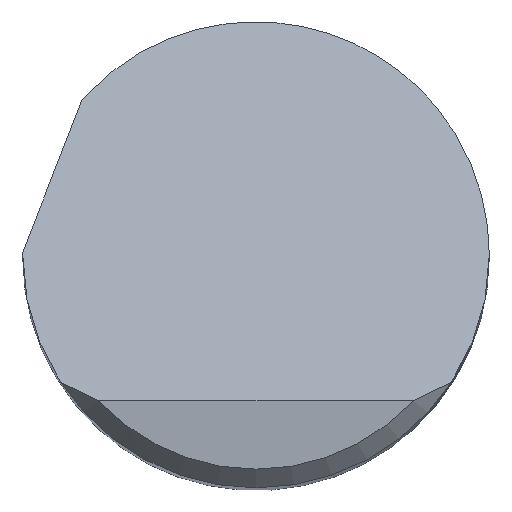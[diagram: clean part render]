
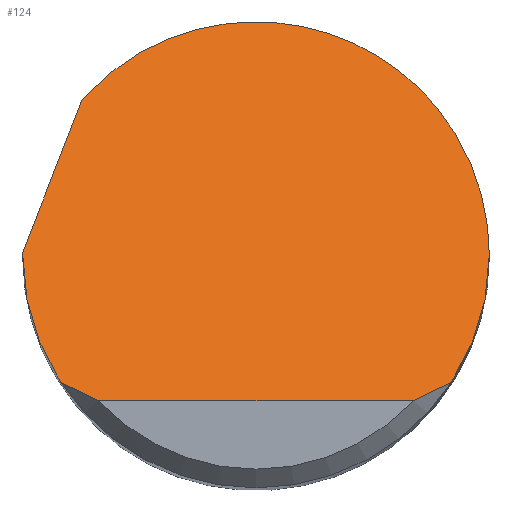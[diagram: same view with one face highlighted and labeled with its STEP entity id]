
A CAD part, top view. The second image highlights one B-rep face of the part: STEP entity #124.
In plain terms, the highlighted planar face has unit normal (0, 0.707, 0.707).
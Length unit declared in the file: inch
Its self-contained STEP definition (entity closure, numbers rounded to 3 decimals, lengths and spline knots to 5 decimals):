
#7 = VERTEX_POINT ( 'NONE', #136 ) ;
#9 = CARTESIAN_POINT ( 'NONE',  ( 0.12629, -0.1175, 2. ) ) ;
#10 = CARTESIAN_POINT ( 'NONE',  ( -0.12629, -0.1175, 2. ) ) ;
#12 = VERTEX_POINT ( 'NONE', #106 ) ;
#22 = CARTESIAN_POINT ( 'NONE',  ( 0.1875, 0.20437, 1.67813 ) ) ;
#62 =( BOUNDED_CURVE ( )  B_SPLINE_CURVE ( 3, ( #214, #675, #741, #333 ),
 .UNSPECIFIED., .F., .T. ) 
 B_SPLINE_CURVE_WITH_KNOTS ( ( 4, 4 ),
 ( 1.5708, 2.14917 ),
 .UNSPECIFIED. ) 
 CURVE ( )  GEOMETRIC_REPRESENTATION_ITEM ( )  RATIONAL_B_SPLINE_CURVE ( ( 1., 0.972, 0.972, 1. ) ) 
 REPRESENTATION_ITEM ( '' )  );
#70 = ORIENTED_EDGE ( 'NONE', *, *, #323, .F. ) ;
#72 = CARTESIAN_POINT ( 'NONE',  ( -0.13971, 0.12505, 1.75745 ) ) ;
#77 = CARTESIAN_POINT ( 'NONE',  ( 0.157, -0.1025, 1.985 ) ) ;
#86 = CARTESIAN_POINT ( 'NONE',  ( -0.1875, 0.00067, 1.88183 ) ) ;
#89 = VECTOR ( 'NONE', #632, 39.37008 ) ;
#106 = CARTESIAN_POINT ( 'NONE',  ( 0.12629, -0.1175, 2. ) ) ;
#112 = VERTEX_POINT ( 'NONE', #522 ) ;
#120 = B_SPLINE_CURVE_WITH_KNOTS ( 'NONE', 3,
 ( #9, #497, #726, #77 ),
 .UNSPECIFIED., .F., .F.,
 ( 4, 4 ),
 ( 0., 0.00095 ),
 .UNSPECIFIED. ) ;
#124 = ADVANCED_FACE ( 'NONE', ( #694 ), #571, .F. ) ;
#136 = CARTESIAN_POINT ( 'NONE',  ( -0.157, -0.1025, 1.985 ) ) ;
#145 = CARTESIAN_POINT ( 'NONE',  ( -0.157, -0.1025, 1.985 ) ) ;
#147 = DIRECTION ( 'NONE',  ( 0., -0.707, -0.707 ) ) ;
#163 = DIRECTION ( 'NONE',  ( 0., 0.707, -0.707 ) ) ;
#181 = VERTEX_POINT ( 'NONE', #547 ) ;
#205 = AXIS2_PLACEMENT_3D ( 'NONE', #450, #147, #163 ) ;
#214 = CARTESIAN_POINT ( 'NONE',  ( 0.1875, 0., 1.8825 ) ) ;
#226 = ORIENTED_EDGE ( 'NONE', *, *, #327, .T. ) ;
#253 = ORIENTED_EDGE ( 'NONE', *, *, #265, .F. ) ;
#258 = VERTEX_POINT ( 'NONE', #543 ) ;
#265 = EDGE_CURVE ( 'NONE', #7, #516, #600, .T. ) ;
#270 = CARTESIAN_POINT ( 'NONE',  ( -0.23064, -0.10912, 1.99162 ) ) ;
#273 = VERTEX_POINT ( 'NONE', #685 ) ;
#276 = EDGE_CURVE ( 'NONE', #273, #112, #62, .T. ) ;
#288 = LINE ( 'NONE', #696, #89 ) ;
#315 = CARTESIAN_POINT ( 'NONE',  ( -0.157, -0.1025, 1.985 ) ) ;
#318 = ORIENTED_EDGE ( 'NONE', *, *, #731, .T. ) ;
#323 = EDGE_CURVE ( 'NONE', #258, #273, #704, .T. ) ;
#327 = EDGE_CURVE ( 'NONE', #7, #416, #354, .T. ) ;
#330 = ORIENTED_EDGE ( 'NONE', *, *, #658, .F. ) ;
#333 = CARTESIAN_POINT ( 'NONE',  ( 0.157, -0.1025, 1.985 ) ) ;
#354 = B_SPLINE_CURVE_WITH_KNOTS ( 'NONE', 3,
 ( #315, #555, #509, #10 ),
 .UNSPECIFIED., .F., .F.,
 ( 4, 4 ),
 ( 0., 0.00095 ),
 .UNSPECIFIED. ) ;
#385 = EDGE_CURVE ( 'NONE', #181, #258, #564, .T. ) ;
#392 = CARTESIAN_POINT ( 'NONE',  ( 0.1875, 0., 1.8825 ) ) ;
#415 = DIRECTION ( 'NONE',  ( 0.265, 0.682, -0.682 ) ) ;
#416 = VERTEX_POINT ( 'NONE', #749 ) ;
#430 = EDGE_CURVE ( 'NONE', #416, #12, #288, .T. ) ;
#436 = CARTESIAN_POINT ( 'NONE',  ( -0.18749, 0.002, 1.8805 ) ) ;
#444 = CARTESIAN_POINT ( 'NONE',  ( -0.1875, 0., 1.8825 ) ) ;
#450 = CARTESIAN_POINT ( 'NONE',  ( -0.1875, -0.1175, 2. ) ) ;
#452 = CARTESIAN_POINT ( 'NONE',  ( -0.17704, -0.0718, 1.9543 ) ) ;
#459 = VECTOR ( 'NONE', #415, 39.37008 ) ;
#497 = CARTESIAN_POINT ( 'NONE',  ( 0.1369, -0.11288, 1.99538 ) ) ;
#509 = CARTESIAN_POINT ( 'NONE',  ( -0.1369, -0.11288, 1.99538 ) ) ;
#516 = VERTEX_POINT ( 'NONE', #585 ) ;
#522 = CARTESIAN_POINT ( 'NONE',  ( 0.157, -0.1025, 1.985 ) ) ;
#543 = CARTESIAN_POINT ( 'NONE',  ( -0.13971, 0.12505, 1.75745 ) ) ;
#547 = CARTESIAN_POINT ( 'NONE',  ( -0.18749, 0.002, 1.8805 ) ) ;
#555 = CARTESIAN_POINT ( 'NONE',  ( -0.14711, -0.10785, 1.99035 ) ) ;
#557 = CARTESIAN_POINT ( 'NONE',  ( -0.1875, 0., 1.8825 ) ) ;
#564 = LINE ( 'NONE', #270, #459 ) ;
#571 = PLANE ( 'NONE',  #205 ) ;
#585 = CARTESIAN_POINT ( 'NONE',  ( -0.1875, 0., 1.8825 ) ) ;
#600 =( BOUNDED_CURVE ( )  B_SPLINE_CURVE ( 3, ( #145, #452, #730, #444 ),
 .UNSPECIFIED., .F., .F. ) 
 B_SPLINE_CURVE_WITH_KNOTS ( ( 4, 4 ),
 ( 4.13401, 4.71239 ),
 .UNSPECIFIED. ) 
 CURVE ( )  GEOMETRIC_REPRESENTATION_ITEM ( )  RATIONAL_B_SPLINE_CURVE ( ( 1., 0.972, 0.972, 1. ) ) 
 REPRESENTATION_ITEM ( '' )  );
#606 = ORIENTED_EDGE ( 'NONE', *, *, #276, .F. ) ;
#613 = CARTESIAN_POINT ( 'NONE',  ( -0.1875, 0.00133, 1.88117 ) ) ;
#624 =( BOUNDED_CURVE ( )  B_SPLINE_CURVE ( 3, ( #557, #86, #613, #436 ),
 .UNSPECIFIED., .F., .T. ) 
 B_SPLINE_CURVE_WITH_KNOTS ( ( 4, 4 ),
 ( 4.71239, 4.72306 ),
 .UNSPECIFIED. ) 
 CURVE ( )  GEOMETRIC_REPRESENTATION_ITEM ( )  RATIONAL_B_SPLINE_CURVE ( ( 1., 1., 1., 1. ) ) 
 REPRESENTATION_ITEM ( '' )  );
#626 = CARTESIAN_POINT ( 'NONE',  ( -0.00341, 0.27733, 1.60517 ) ) ;
#632 = DIRECTION ( 'NONE',  ( 1., 0., 0. ) ) ;
#655 = EDGE_LOOP ( 'NONE', ( #728, #318, #606, #70, #756, #330, #253, #226 ) ) ;
#658 = EDGE_CURVE ( 'NONE', #516, #181, #624, .T. ) ;
#675 = CARTESIAN_POINT ( 'NONE',  ( 0.1875, -0.03666, 1.91916 ) ) ;
#685 = CARTESIAN_POINT ( 'NONE',  ( 0.1875, 0., 1.8825 ) ) ;
#694 = FACE_OUTER_BOUND ( 'NONE', #655, .T. ) ;
#696 = CARTESIAN_POINT ( 'NONE',  ( 0., -0.1175, 2. ) ) ;
#704 =( BOUNDED_CURVE ( )  B_SPLINE_CURVE ( 3, ( #72, #626, #22, #392 ),
 .UNSPECIFIED., .F., .F. ) 
 B_SPLINE_CURVE_WITH_KNOTS ( ( 4, 4 ),
 ( 5.44247, 7.85398 ),
 .UNSPECIFIED. ) 
 CURVE ( )  GEOMETRIC_REPRESENTATION_ITEM ( )  RATIONAL_B_SPLINE_CURVE ( ( 1., 0.571, 0.571, 1. ) ) 
 REPRESENTATION_ITEM ( '' )  );
#726 = CARTESIAN_POINT ( 'NONE',  ( 0.14711, -0.10785, 1.99035 ) ) ;
#728 = ORIENTED_EDGE ( 'NONE', *, *, #430, .T. ) ;
#730 = CARTESIAN_POINT ( 'NONE',  ( -0.1875, -0.03666, 1.91916 ) ) ;
#731 = EDGE_CURVE ( 'NONE', #12, #112, #120, .T. ) ;
#741 = CARTESIAN_POINT ( 'NONE',  ( 0.17704, -0.0718, 1.9543 ) ) ;
#749 = CARTESIAN_POINT ( 'NONE',  ( -0.12629, -0.1175, 2. ) ) ;
#756 = ORIENTED_EDGE ( 'NONE', *, *, #385, .F. ) ;
